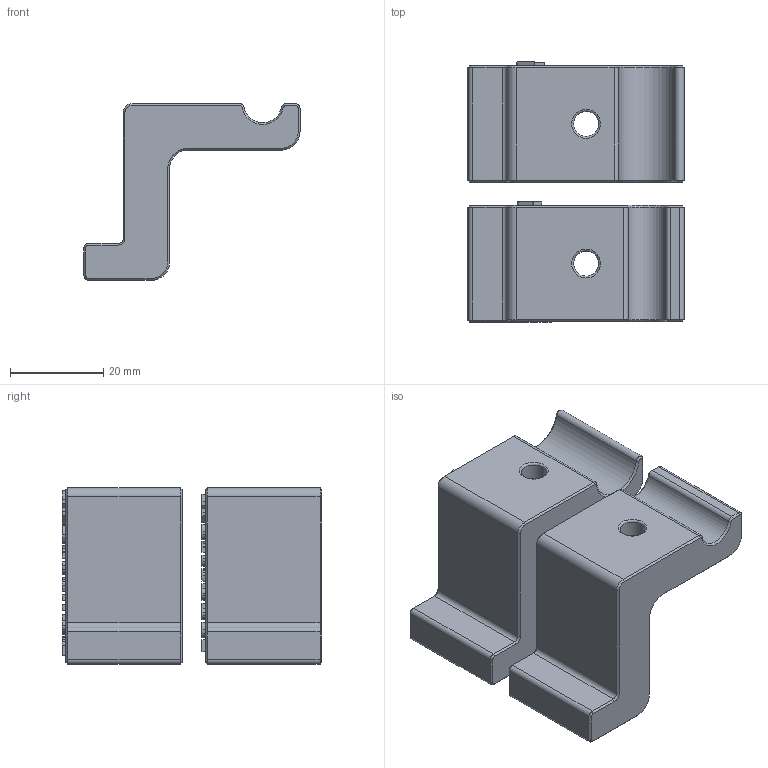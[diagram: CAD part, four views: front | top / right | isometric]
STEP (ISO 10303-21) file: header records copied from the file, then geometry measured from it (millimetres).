
FILE_DESCRIPTION(/* description */ (''),/* implementation_level */ '2;1');
FILE_NAME(/* name */ 'A-Z_Ballscrew_Alignment_Helper_2-F.stp',/* time_stamp */ '2020-10-15T15:40:52-07:00',/* author */ (''),/* organization */ (''),/* preprocessor_version */ 'ST-DEVELOPER v18.1',/* originating_system */ 'Autodesk Translation Framework v9.3.0.1241',/* authorisation */ '');
FILE_SCHEMA (('AUTOMOTIVE_DESIGN { 1 0 10303 214 3 1 1 }'));
Length unit declared in the file: millimetre
Products named in the file (1): Z Screw Alignment
Bounding box: 46.4 x 55.8 x 38 mm (x, y, z)
Volume: 33588.2 mm3; surface area: 11352.3 mm2
Topology: 2 solids, 2 shells, 511 faces, 1369 edges, 886 vertices
Faces by surface type: bspline 263, plane 179, cone 42, cylinder 23, torus 4
Full cylindrical faces by diameter (mm): 5.4 x2
Entity records: 18291 total; most frequent: CARTESIAN_POINT 7268, ORIENTED_EDGE 2738, DIRECTION 1437, EDGE_CURVE 1369, VERTEX_POINT 886, LINE 739, VECTOR 739, EDGE_LOOP 539
